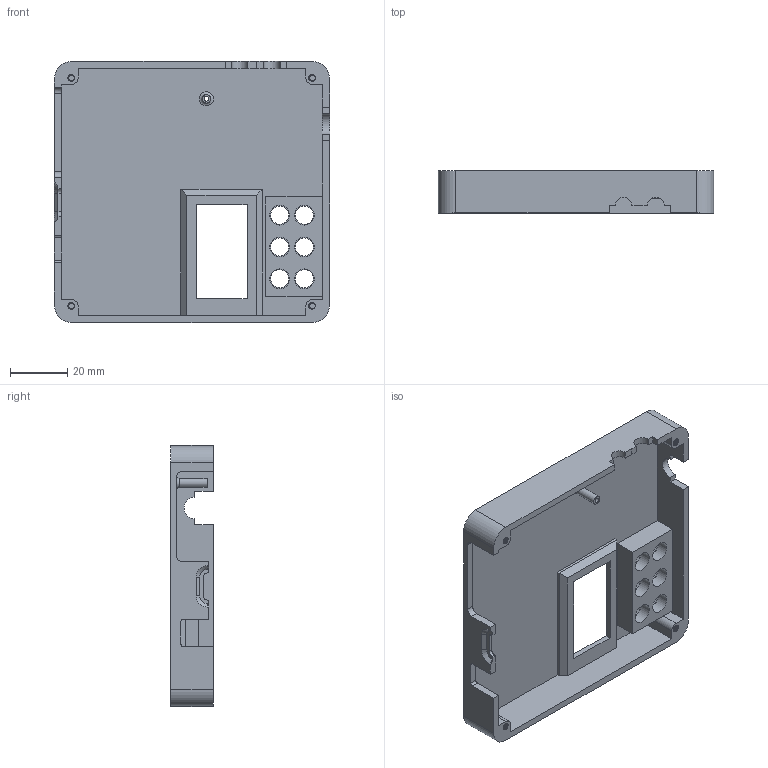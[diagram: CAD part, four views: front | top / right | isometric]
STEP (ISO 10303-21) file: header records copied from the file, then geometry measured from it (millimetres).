
FILE_DESCRIPTION(/* description */ (''),/* implementation_level */ '2;1');
FILE_NAME(/* name */ 'Mod17_Top_Cover_With_Graphics.step',/* time_stamp */ '2022-12-12T23:15:58-05:00',/* author */ (''),/* organization */ (''),/* preprocessor_version */ 'ST-DEVELOPER v19.2',/* originating_system */ 'Autodesk Translation Framework v11.17.0.187',/* authorisation */ '');
FILE_SCHEMA (('AUTOMOTIVE_DESIGN { 1 0 10303 214 3 1 1 }'));
Length unit declared in the file: millimetre
Products named in the file (1): TopCover
Bounding box: 96 x 14.81 x 91.05 mm (x, y, z)
Volume: 31279.1 mm3; surface area: 27268.2 mm2
Topology: 1 solids, 1 shells, 485 faces, 1360 edges, 904 vertices
Faces by surface type: cylinder 219, plane 171, bspline 92, cone 2, torus 1
Full cylindrical faces by diameter (mm): 1.626 x1, 2.075 x44, 2.58 x24, 3 x1, 6.3 x6, 6.9 x6
Entity records: 26936 total; most frequent: CARTESIAN_POINT 15622, ORIENTED_EDGE 2720, DIRECTION 1683, EDGE_CURVE 1360, VERTEX_POINT 904, LINE 713, VECTOR 713, B_SPLINE_CURVE_WITH_KNOTS 556
